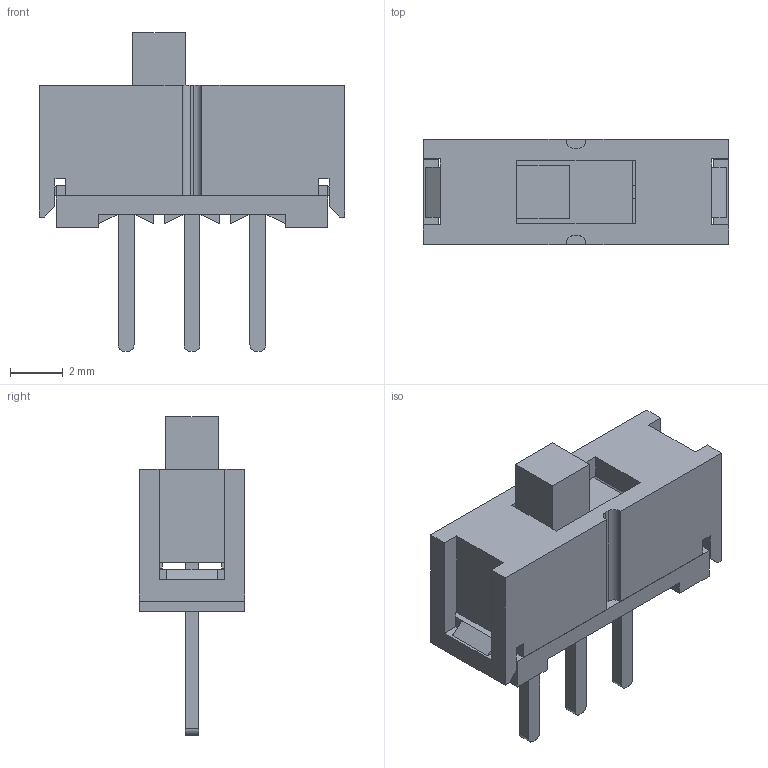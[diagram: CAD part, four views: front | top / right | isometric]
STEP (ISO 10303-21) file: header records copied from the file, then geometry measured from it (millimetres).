
FILE_DESCRIPTION (( 'STEP AP214' ), '1' );
FILE_NAME ('User Library-EG1218.STEP', '2019-01-06T05:25:05', ( '' ), ( '' ), 'SwSTEP 2.0', 'SolidWorks 2018', '' );
FILE_SCHEMA (( 'AUTOMOTIVE_DESIGN' ));
Length unit declared in the file: millimetre
Products named in the file (4): User Library-EG1218_EG1218A Terminals; User Library-EG1218_EG1218 Actuator; User Library-EG1218_EG1218 Housing; User Library-EG1218
Assembly tree (3 placements, depth 2):
  User Library-EG1218
    User Library-EG1218_EG1218 Housing
    User Library-EG1218_EG1218 Actuator
    User Library-EG1218_EG1218A Terminals
Bounding box: 11.6 x 4 x 12.1 mm (x, y, z)
Volume: 166.8 mm3; surface area: 653.2 mm2
Topology: 3 solids, 3 shells, 165 faces, 436 edges, 280 vertices
Faces by surface type: plane 155, cylinder 10
Entity records: 6955 total; most frequent: CARTESIAN_POINT 887, ORIENTED_EDGE 872, DIRECTION 798, EDGE_CURVE 436, LINE 416, VECTOR 416, VERTEX_POINT 280, AXIS2_PLACEMENT_3D 191
